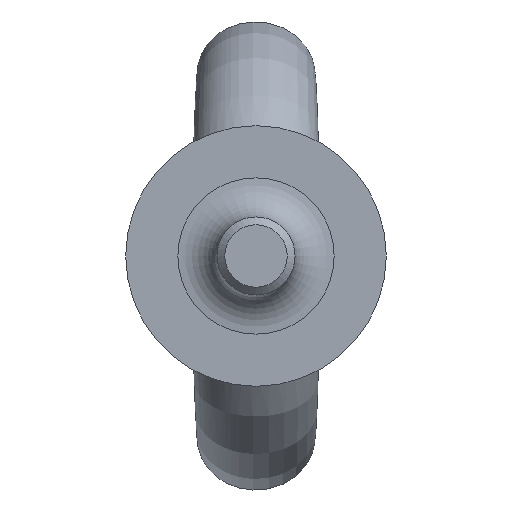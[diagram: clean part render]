
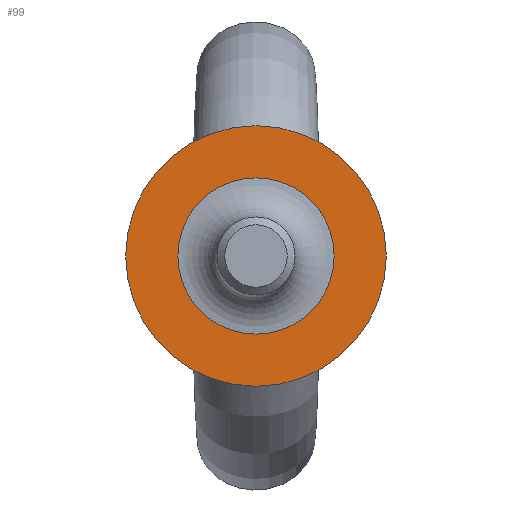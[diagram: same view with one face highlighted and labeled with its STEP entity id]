
A CAD part, front view. The second image highlights one B-rep face of the part: STEP entity #99.
In plain terms, the highlighted planar face has unit normal (0, -1, 0).
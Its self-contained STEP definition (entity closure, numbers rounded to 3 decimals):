
#99=ADVANCED_FACE('',(#124,#126),#128,.T.);
#124=FACE_BOUND('',#125,.T.);
#125=EDGE_LOOP('',(#8455));
#126=FACE_BOUND('',#127,.T.);
#127=EDGE_LOOP('',(#8456));
#128=PLANE('',#129);
#129=AXIS2_PLACEMENT_3D('',#130,#131,#132);
#130=CARTESIAN_POINT('',(0.,0.,0.));
#131=DIRECTION('',(0.,-1.,0.));
#132=DIRECTION('',(1.,0.,0.));
#8455=ORIENTED_EDGE('',*,*,#8485,.T.);
#8456=ORIENTED_EDGE('',*,*,#8486,.F.);
#8485=EDGE_CURVE('',#8500,#8500,#8501,.T.);
#8486=EDGE_CURVE('',#8502,#8502,#8503,.T.);
#8500=VERTEX_POINT('',#8528);
#8501=CIRCLE('',#8529,10.);
#8502=VERTEX_POINT('',#8533);
#8503=CIRCLE('',#8534,6.);
#8528=CARTESIAN_POINT('',(10.,0.,0.));
#8529=AXIS2_PLACEMENT_3D('',#8530,#8531,#8532);
#8530=CARTESIAN_POINT('',(0.,0.,0.));
#8531=DIRECTION('',(0.,-1.,0.));
#8532=DIRECTION('',(1.,0.,0.));
#8533=CARTESIAN_POINT('',(-6.,0.,0.));
#8534=AXIS2_PLACEMENT_3D('',#8535,#8536,#8537);
#8535=CARTESIAN_POINT('',(0.,0.,0.));
#8536=DIRECTION('',(0.,-1.,0.));
#8537=DIRECTION('',(-1.,0.,0.));
